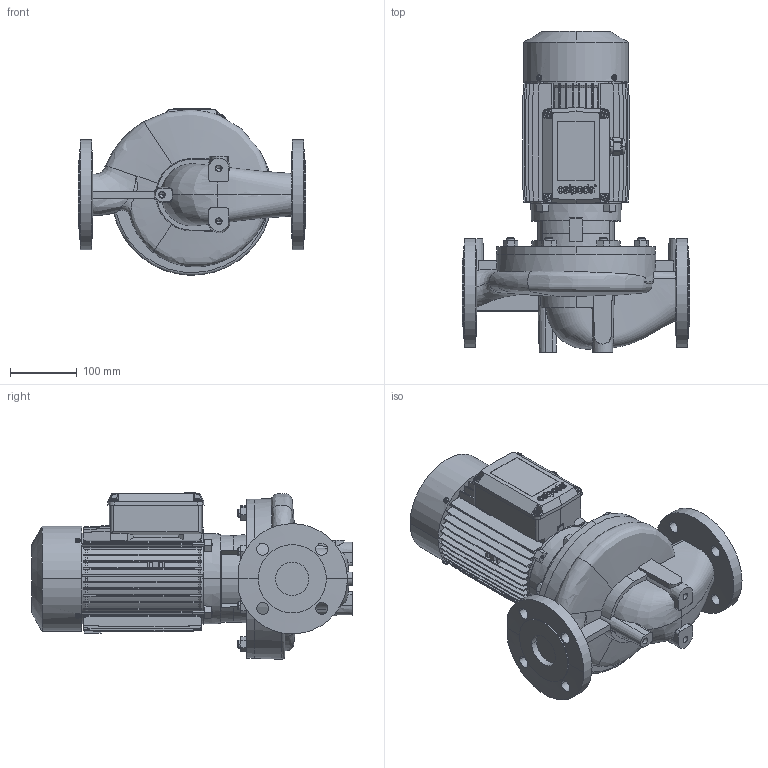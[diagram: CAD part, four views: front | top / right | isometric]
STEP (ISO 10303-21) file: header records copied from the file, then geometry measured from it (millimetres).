
FILE_DESCRIPTION (( 'STEP AP214' ), '1' );
FILE_NAME ('4_93_504_41_REV00.step', '2022-04-28T09:08:00', ( '' ), ( '' ), 'SwSTEP 2.0', 'SolidWorks 2020', '' );
FILE_SCHEMA (( 'AUTOMOTIVE_DESIGN' ));
Length unit declared in the file: millimetre
Products named in the file (3): Copia di 97971^4_93_504_41_REV00; Copia di 10008925swp00^4_93_504_41_REV00; 4_93_504_41_REV00
Assembly tree (2 placements, depth 2):
  4_93_504_41_REV00
    Copia di 97971^4_93_504_41_REV00
    Copia di 10008925swp00^4_93_504_41_REV00
Bounding box: 340 x 480 x 249.08 mm (x, y, z)
Volume: 10942163.4 mm3; surface area: 822868 mm2
Topology: 12 solids, 12 shells, 2594 faces, 7269 edges, 4792 vertices
Faces by surface type: bspline 1097, plane 934, cone 272, cylinder 271, sphere 16, torus 4
Entity records: 103011 total; most frequent: CARTESIAN_POINT 42280, ORIENTED_EDGE 14522, DIRECTION 9268, EDGE_CURVE 7261, VERTEX_POINT 4792, VECTOR 4548, LINE 4548, EDGE_LOOP 2729
